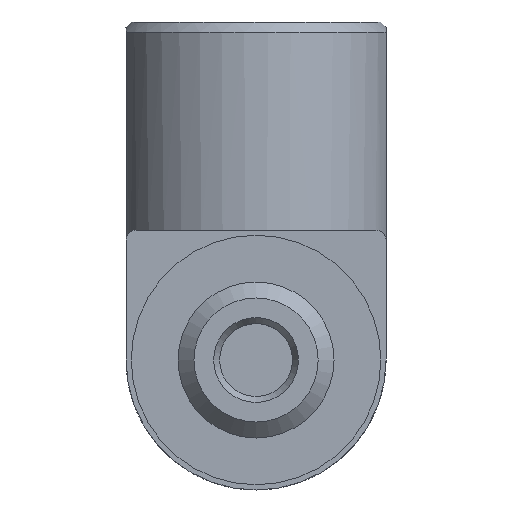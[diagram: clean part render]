
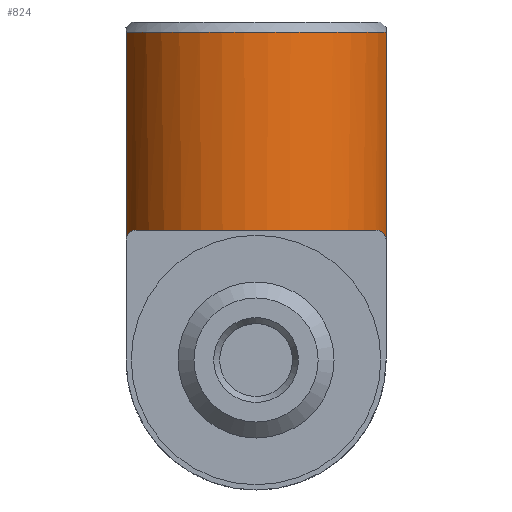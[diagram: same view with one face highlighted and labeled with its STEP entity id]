
A CAD part, front view. The second image highlights one B-rep face of the part: STEP entity #824.
In plain terms, the highlighted cylindrical face has radius 2.6 mm (diameter 5.2 mm), a partial arc.
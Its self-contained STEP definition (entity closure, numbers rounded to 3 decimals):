
#46=LINE('',#1299,#92);
#47=LINE('',#1301,#93);
#92=VECTOR('',#1018,1000.);
#93=VECTOR('',#1019,1000.);
#150=B_SPLINE_CURVE_WITH_KNOTS('',3,(#1303,#1304,#1305,#1306,#1307,#1308),
 .UNSPECIFIED.,.F.,.F.,(4,1,1,4),(0.,0.,0.,
0.001),.UNSPECIFIED.);
#151=B_SPLINE_CURVE_WITH_KNOTS('',3,(#1312,#1313,#1314,#1315,#1316,#1317),
 .UNSPECIFIED.,.F.,.F.,(4,1,1,4),(0.,0.,0.,
0.001),.UNSPECIFIED.);
#172=ORIENTED_EDGE('',*,*,#400,.F.);
#173=ORIENTED_EDGE('',*,*,#397,.T.);
#174=ORIENTED_EDGE('',*,*,#401,.F.);
#175=ORIENTED_EDGE('',*,*,#402,.F.);
#176=ORIENTED_EDGE('',*,*,#403,.F.);
#177=ORIENTED_EDGE('',*,*,#404,.F.);
#397=EDGE_CURVE('',#511,#510,#590,.T.);
#400=EDGE_CURVE('',#511,#513,#46,.T.);
#401=EDGE_CURVE('',#514,#510,#47,.F.);
#402=EDGE_CURVE('',#515,#514,#150,.T.);
#403=EDGE_CURVE('',#516,#515,#592,.F.);
#404=EDGE_CURVE('',#513,#516,#151,.T.);
#510=VERTEX_POINT('',#1289);
#511=VERTEX_POINT('',#1291);
#513=VERTEX_POINT('',#1300);
#514=VERTEX_POINT('',#1302);
#515=VERTEX_POINT('',#1309);
#516=VERTEX_POINT('',#1311);
#590=CIRCLE('',#897,2.6);
#592=CIRCLE('',#900,2.6);
#642=EDGE_LOOP('',(#172,#173,#174,#175,#176,#177));
#723=FACE_BOUND('',#642,.T.);
#801=CYLINDRICAL_SURFACE('',#899,2.6);
#824=ADVANCED_FACE('',(#723),#801,.T.);
#897=AXIS2_PLACEMENT_3D('',#1290,#1012,#1013);
#899=AXIS2_PLACEMENT_3D('',#1298,#1016,#1017);
#900=AXIS2_PLACEMENT_3D('',#1310,#1020,#1021);
#1012=DIRECTION('',(0.,0.,-1.));
#1013=DIRECTION('',(-1.,0.,0.));
#1016=DIRECTION('',(0.,0.,-1.));
#1017=DIRECTION('',(-1.,0.,0.));
#1018=DIRECTION('',(0.,0.,-1.));
#1019=DIRECTION('',(0.,0.,-1.));
#1020=DIRECTION('',(0.,0.,1.));
#1021=DIRECTION('',(1.,0.,0.));
#1289=CARTESIAN_POINT('',(-2.5,5.686,6.3));
#1290=CARTESIAN_POINT('',(0.,6.4,6.3));
#1291=CARTESIAN_POINT('',(2.5,5.686,6.3));
#1298=CARTESIAN_POINT('',(0.,6.4,1.25));
#1299=CARTESIAN_POINT('',(2.5,5.686,1.25));
#1300=CARTESIAN_POINT('',(2.5,5.686,2.3));
#1301=CARTESIAN_POINT('',(-2.5,5.686,1.25));
#1302=CARTESIAN_POINT('',(-2.5,5.686,2.3));
#1303=CARTESIAN_POINT('',(-2.3,5.188,2.5));
#1304=CARTESIAN_POINT('',(-2.347,5.277,2.5));
#1305=CARTESIAN_POINT('',(-2.409,5.415,2.477));
#1306=CARTESIAN_POINT('',(-2.471,5.586,2.411));
#1307=CARTESIAN_POINT('',(-2.5,5.686,2.351));
#1308=CARTESIAN_POINT('',(-2.5,5.686,2.3));
#1309=CARTESIAN_POINT('',(-2.3,5.188,2.5));
#1310=CARTESIAN_POINT('',(0.,6.4,2.5));
#1311=CARTESIAN_POINT('',(2.3,5.188,2.5));
#1312=CARTESIAN_POINT('',(2.5,5.686,2.3));
#1313=CARTESIAN_POINT('',(2.5,5.686,2.352));
#1314=CARTESIAN_POINT('',(2.471,5.586,2.411));
#1315=CARTESIAN_POINT('',(2.409,5.416,2.477));
#1316=CARTESIAN_POINT('',(2.347,5.277,2.5));
#1317=CARTESIAN_POINT('',(2.3,5.188,2.5));
